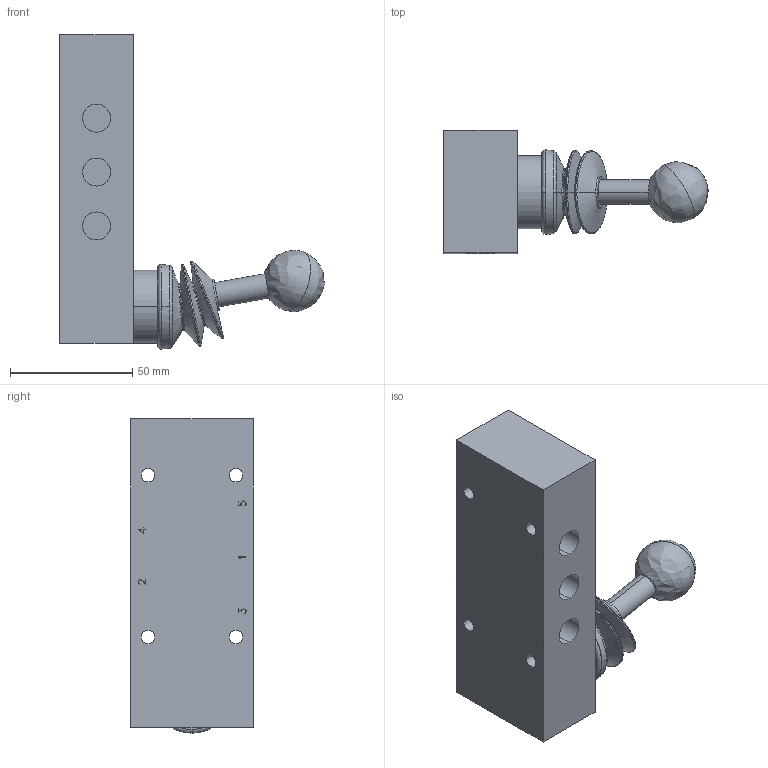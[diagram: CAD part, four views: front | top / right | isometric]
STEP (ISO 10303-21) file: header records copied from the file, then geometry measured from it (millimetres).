
FILE_DESCRIPTION (( 'STEP AP203' ), '1' );
FILE_NAME ('HF-14-510-Airtec.step', '2006-10-17T15:26:03', ( 'Gustaf Hederström' ), ( 'Cevican AB' ), 'SwSTEP 2.0', 'SolidWorks 2002308', '' );
FILE_SCHEMA (( 'CONFIG_CONTROL_DESIGN' ));
Length unit declared in the file: millimetre
Products named in the file (1): HF-14-510-Airtec
Bounding box: 107.96 x 50 x 128.3 mm (x, y, z)
Volume: 213185.2 mm3; surface area: 34208.8 mm2
Topology: 1 solids, 1 shells, 320 faces, 868 edges, 567 vertices
Faces by surface type: plane 254, bspline 34, cylinder 30, cone 2
Entity records: 13902 total; most frequent: CARTESIAN_POINT 5976, ORIENTED_EDGE 1728, DIRECTION 1418, EDGE_CURVE 864, LINE 726, VECTOR 726, VERTEX_POINT 567, EDGE_LOOP 349
